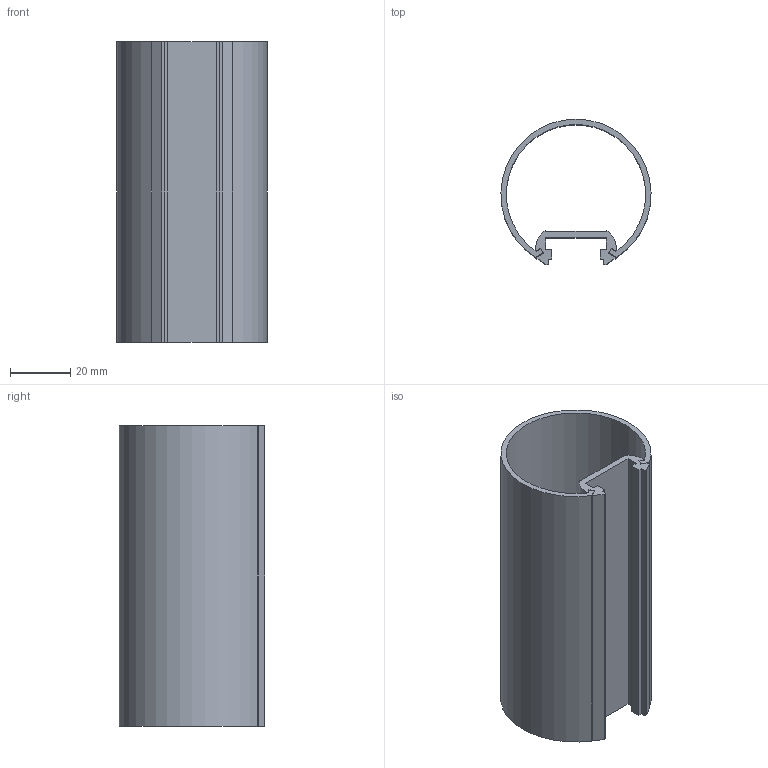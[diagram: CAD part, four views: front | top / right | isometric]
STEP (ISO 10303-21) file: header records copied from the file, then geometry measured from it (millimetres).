
FILE_DESCRIPTION(/* description */ (''),/* implementation_level */ '2;1');
FILE_NAME(/* name */ 'Proj-6352_Anwenderdatei_20230207.stp',/* time_stamp */ '2023-02-07T15:06:50+01:00',/* author */ ('sstotter'),/* organization */ (''),/* preprocessor_version */ 'ST-DEVELOPER v18.1',/* originating_system */ 'Autodesk Inventor 2021',/* authorisation */ '');
FILE_SCHEMA (('AUTOMOTIVE_DESIGN { 1 0 10303 214 3 1 1 }'));
Length unit declared in the file: millimetre
Products named in the file (1): Proj-6352_Anwenderdatei_20230207
Bounding box: 49.98 x 48.31 x 100 mm (x, y, z)
Volume: 33682.8 mm3; surface area: 36906.4 mm2
Topology: 2 solids, 2 shells, 40 faces, 108 edges, 72 vertices
Faces by surface type: plane 36, cylinder 4
Entity records: 1274 total; most frequent: CARTESIAN_POINT 221, ORIENTED_EDGE 216, DIRECTION 198, EDGE_CURVE 108, LINE 100, VECTOR 100, VERTEX_POINT 72, AXIS2_PLACEMENT_3D 49
